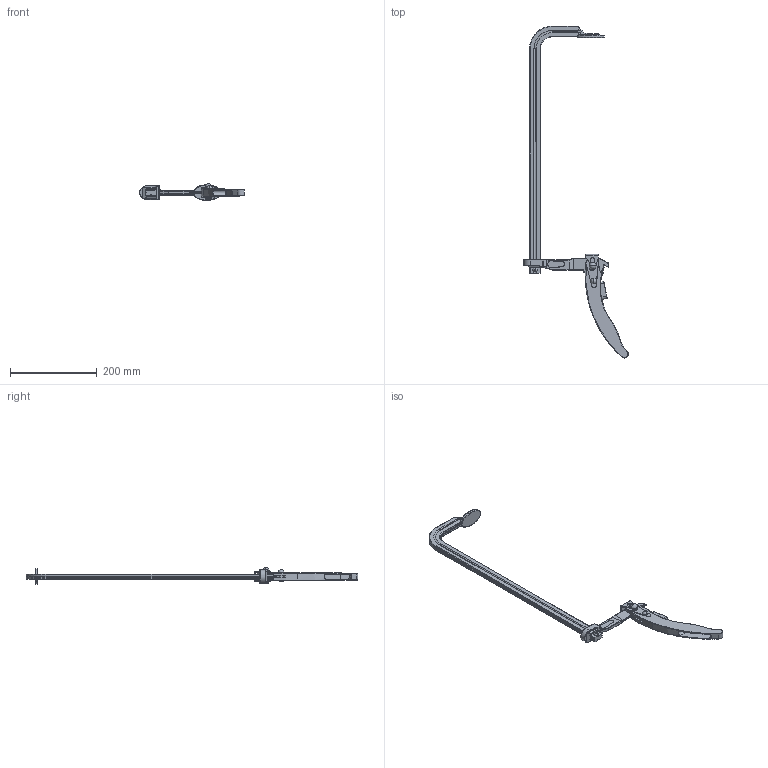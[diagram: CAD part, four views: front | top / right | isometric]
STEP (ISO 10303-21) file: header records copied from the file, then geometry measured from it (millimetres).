
FILE_DESCRIPTION (( 'STEP AP214' ), '1' );
FILE_NAME ('GH-G50L.STEP', '2025-12-23T05:17:19', ( '' ), ( '' ), 'SwSTEP 2.0', 'SolidWorks 2016', '' );
FILE_SCHEMA (( 'AUTOMOTIVE_DESIGN' ));
Length unit declared in the file: millimetre
Products named in the file (9): 錨璃8; GH-G50L; 錨璃13; 錨璃14; 錨璃7; G50L05; G50L08; 錨璃10; G50L01
Assembly tree (8 placements, depth 2):
  GH-G50L
    G50L08
    G50L05
    G50L01
    錨璃7
    錨璃10
    錨璃13
    錨璃14
    錨璃8
Bounding box: 241.87 x 765.93 x 38.92 mm (x, y, z)
Volume: 344875.3 mm3; surface area: 109664.2 mm2
Topology: 8 solids, 8 shells, 630 faces, 1505 edges, 864 vertices
Faces by surface type: cylinder 274, torus 122, plane 117, bspline 68, sphere 40, cone 9
Entity records: 31230 total; most frequent: CARTESIAN_POINT 17018, DIRECTION 2997, ORIENTED_EDGE 2912, EDGE_CURVE 1456, AXIS2_PLACEMENT_3D 1230, VERTEX_POINT 848, CIRCLE 657, EDGE_LOOP 654
